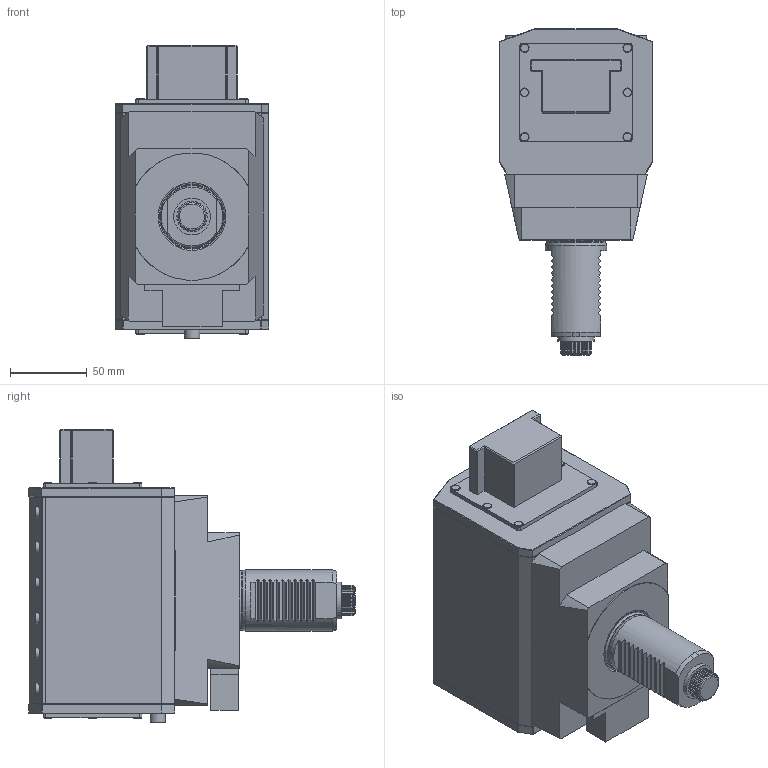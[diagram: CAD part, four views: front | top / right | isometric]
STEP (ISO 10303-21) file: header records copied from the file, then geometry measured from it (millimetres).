
FILE_DESCRIPTION (( 'STEP AP214' ), '1' );
FILE_NAME ('RRPSTH40131US335.STEP', '2025-11-05T07:29:06', ( '' ), ( '' ), 'SwSTEP 2.0', 'SolidWorks 2023', '' );
FILE_SCHEMA (( 'AUTOMOTIVE_DESIGN' ));
Length unit declared in the file: millimetre
Products named in the file (1): RRPSTH40131US335
Bounding box: 100 x 212.5 x 191.05 mm (x, y, z)
Volume: 1942284.6 mm3; surface area: 121040.1 mm2
Topology: 1 solids, 5 shells, 1104 faces, 2947 edges, 1911 vertices
Faces by surface type: plane 712, cylinder 167, bspline 141, cone 80, torus 4
Full cylindrical faces by diameter (mm): 1.7 x1, 2.1 x1, 3 x4, 6.366 x1, 7 x12, 10 x2, 23.9 x1, 38.7 x1, 40 x1, 55 x1
Entity records: 44827 total; most frequent: CARTESIAN_POINT 15393, ORIENTED_EDGE 5708, DIRECTION 4548, EDGE_CURVE 2854, VERTEX_POINT 1876, VECTOR 1870, LINE 1870, AXIS2_PLACEMENT_3D 1339
